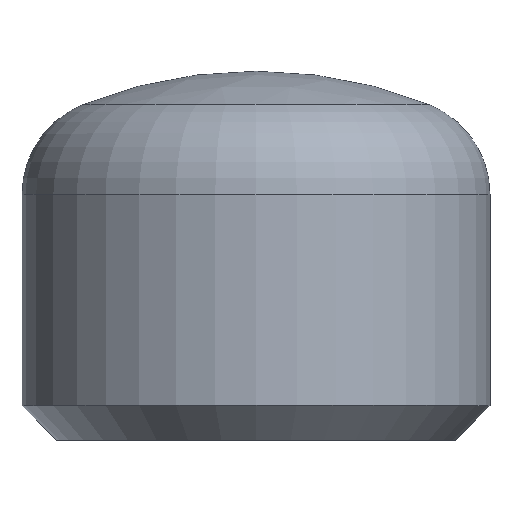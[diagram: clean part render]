
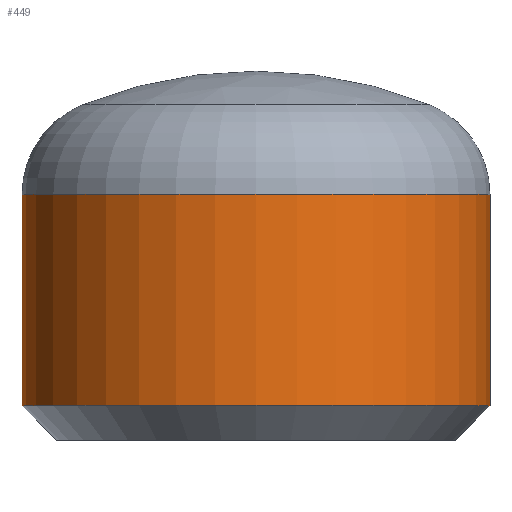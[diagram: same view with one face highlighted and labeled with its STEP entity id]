
A CAD part, top view. The second image highlights one B-rep face of the part: STEP entity #449.
In plain terms, the highlighted cylindrical face has radius 24.15 mm (diameter 48.3 mm), a partial arc.
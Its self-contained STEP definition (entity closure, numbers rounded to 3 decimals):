
#9 = LINE ( 'NONE', #148, #412 ) ;
#16 = ORIENTED_EDGE ( 'NONE', *, *, #352, .T. ) ;
#19 = VERTEX_POINT ( 'NONE', #370 ) ;
#24 = CYLINDRICAL_SURFACE ( 'NONE', #311, 24.15 ) ;
#55 = DIRECTION ( 'NONE',  ( 0., 1., 0. ) ) ;
#58 = CIRCLE ( 'NONE', #154, 24.15 ) ;
#70 = VECTOR ( 'NONE', #55, 1000. ) ;
#103 = CIRCLE ( 'NONE', #359, 24.15 ) ;
#112 = DIRECTION ( 'NONE',  ( 0., 1., 0. ) ) ;
#115 = DIRECTION ( 'NONE',  ( 1., 0., 0. ) ) ;
#148 = CARTESIAN_POINT ( 'NONE',  ( -24.15, 2817.965, 0. ) ) ;
#151 = CARTESIAN_POINT ( 'NONE',  ( 24.15, 2817.965, 0. ) ) ;
#154 = AXIS2_PLACEMENT_3D ( 'NONE', #319, #436, #115 ) ;
#196 = EDGE_LOOP ( 'NONE', ( #408, #16, #209, #375 ) ) ;
#209 = ORIENTED_EDGE ( 'NONE', *, *, #255, .F. ) ;
#213 = VERTEX_POINT ( 'NONE', #336 ) ;
#230 = DIRECTION ( 'NONE',  ( -1., 0., 0. ) ) ;
#255 = EDGE_CURVE ( 'NONE', #19, #451, #103, .T. ) ;
#264 = VERTEX_POINT ( 'NONE', #322 ) ;
#268 = CARTESIAN_POINT ( 'NONE',  ( 24.15, 25.367, 0. ) ) ;
#274 = EDGE_CURVE ( 'NONE', #264, #213, #58, .T. ) ;
#284 = DIRECTION ( 'NONE',  ( -1., 0., 0. ) ) ;
#311 = AXIS2_PLACEMENT_3D ( 'NONE', #452, #414, #230 ) ;
#316 = CARTESIAN_POINT ( 'NONE',  ( 0., 25.367, 0. ) ) ;
#318 = EDGE_CURVE ( 'NONE', #264, #19, #9, .T. ) ;
#319 = CARTESIAN_POINT ( 'NONE',  ( 0., 3.58, 0. ) ) ;
#322 = CARTESIAN_POINT ( 'NONE',  ( -24.15, 3.58, 0. ) ) ;
#336 = CARTESIAN_POINT ( 'NONE',  ( 24.15, 3.58, 0. ) ) ;
#350 = DIRECTION ( 'NONE',  ( 0., 1., 0. ) ) ;
#352 = EDGE_CURVE ( 'NONE', #213, #451, #386, .T. ) ;
#359 = AXIS2_PLACEMENT_3D ( 'NONE', #316, #112, #284 ) ;
#370 = CARTESIAN_POINT ( 'NONE',  ( -24.15, 25.367, 0. ) ) ;
#375 = ORIENTED_EDGE ( 'NONE', *, *, #318, .F. ) ;
#386 = LINE ( 'NONE', #151, #70 ) ;
#408 = ORIENTED_EDGE ( 'NONE', *, *, #274, .T. ) ;
#412 = VECTOR ( 'NONE', #350, 1000. ) ;
#414 = DIRECTION ( 'NONE',  ( 0., 1., 0. ) ) ;
#417 = FACE_OUTER_BOUND ( 'NONE', #196, .T. ) ;
#436 = DIRECTION ( 'NONE',  ( 0., 1., 0. ) ) ;
#449 = ADVANCED_FACE ( 'NONE', ( #417 ), #24, .T. ) ;
#451 = VERTEX_POINT ( 'NONE', #268 ) ;
#452 = CARTESIAN_POINT ( 'NONE',  ( 0., 2817.965, 0. ) ) ;
